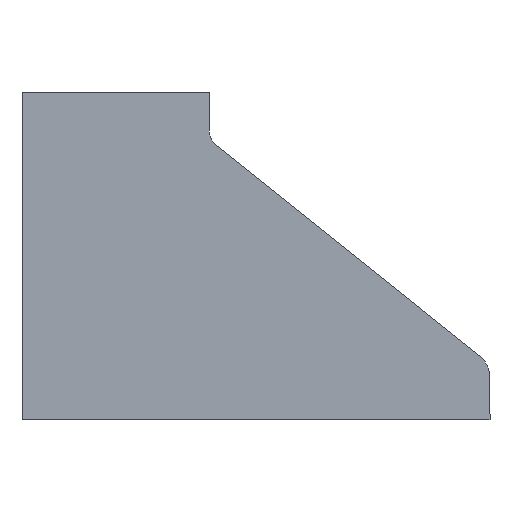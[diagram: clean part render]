
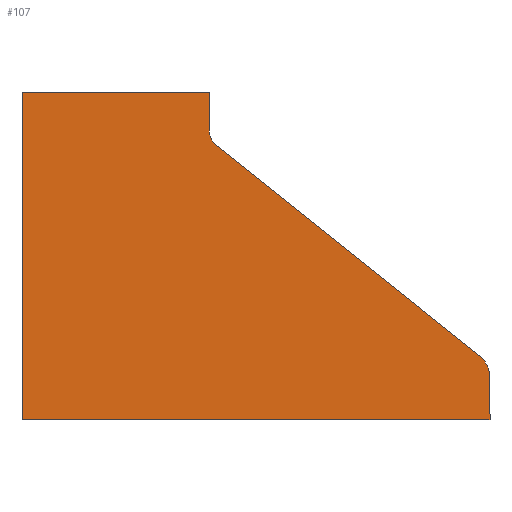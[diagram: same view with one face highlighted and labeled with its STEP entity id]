
A CAD part, front view. The second image highlights one B-rep face of the part: STEP entity #107.
In plain terms, the highlighted planar face has unit normal (0, -1, 0).
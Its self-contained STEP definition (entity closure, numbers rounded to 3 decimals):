
#41 = AXIS2_PLACEMENT_3D ( 'NONE', #1126, #1107, #1121 ) ;
#44 = AXIS2_PLACEMENT_3D ( 'NONE', #1262, #1276, #1275 ) ;
#107 = ADVANCED_FACE ( 'NONE', ( #1455 ), #709, .F. ) ;
#143 = VERTEX_POINT ( 'NONE', #938 ) ;
#163 = VERTEX_POINT ( 'NONE', #922 ) ;
#259 = ORIENTED_EDGE ( 'NONE', *, *, #996, .F. ) ;
#260 = ORIENTED_EDGE ( 'NONE', *, *, #1004, .F. ) ;
#261 = ORIENTED_EDGE ( 'NONE', *, *, #999, .F. ) ;
#262 = ORIENTED_EDGE ( 'NONE', *, *, #1087, .T. ) ;
#263 = ORIENTED_EDGE ( 'NONE', *, *, #1005, .T. ) ;
#264 = ORIENTED_EDGE ( 'NONE', *, *, #1006, .T. ) ;
#265 = ORIENTED_EDGE ( 'NONE', *, *, #1007, .T. ) ;
#266 = ORIENTED_EDGE ( 'NONE', *, *, #1047, .T. ) ;
#412 = EDGE_LOOP ( 'NONE', ( #259, #260, #261, #262, #263, #264, #265, #266 ) ) ;
#428 = VERTEX_POINT ( 'NONE', #819 ) ;
#539 = VERTEX_POINT ( 'NONE', #901 ) ;
#543 = VERTEX_POINT ( 'NONE', #897 ) ;
#544 = VERTEX_POINT ( 'NONE', #812 ) ;
#545 = VERTEX_POINT ( 'NONE', #814 ) ;
#555 = VERTEX_POINT ( 'NONE', #810 ) ;
#581 = AXIS2_PLACEMENT_3D ( 'NONE', #701, #763, #706 ) ;
#701 = CARTESIAN_POINT ( 'NONE',  ( -120., 0., -41.062 ) ) ;
#706 = DIRECTION ( 'NONE',  ( 0., 0., 1. ) ) ;
#709 = PLANE ( 'NONE',  #581 ) ;
#763 = DIRECTION ( 'NONE',  ( 0., 1., 0. ) ) ;
#810 = CARTESIAN_POINT ( 'NONE',  ( 300., 0., 0. ) ) ;
#812 = CARTESIAN_POINT ( 'NONE',  ( 100., 0., 0. ) ) ;
#814 = CARTESIAN_POINT ( 'NONE',  ( 100., 0., -350. ) ) ;
#819 = CARTESIAN_POINT ( 'NONE',  ( 600., 0., -350. ) ) ;
#897 = CARTESIAN_POINT ( 'NONE',  ( 300., 0., -41.062 ) ) ;
#901 = CARTESIAN_POINT ( 'NONE',  ( 588.741, 0., -281.667 ) ) ;
#922 = CARTESIAN_POINT ( 'NONE',  ( 600., 0., -305.093 ) ) ;
#938 = CARTESIAN_POINT ( 'NONE',  ( 307.506, 0., -56.679 ) ) ;
#996 = EDGE_CURVE ( 'NONE', #544, #555, #1562, .T. ) ;
#999 = EDGE_CURVE ( 'NONE', #428, #545, #1570, .T. ) ;
#1004 = EDGE_CURVE ( 'NONE', #545, #544, #1580, .T. ) ;
#1005 = EDGE_CURVE ( 'NONE', #163, #539, #1582, .T. ) ;
#1006 = EDGE_CURVE ( 'NONE', #539, #143, #1574, .T. ) ;
#1007 = EDGE_CURVE ( 'NONE', #143, #543, #1585, .T. ) ;
#1047 = EDGE_CURVE ( 'NONE', #543, #555, #1650, .T. ) ;
#1087 = EDGE_CURVE ( 'NONE', #428, #163, #1717, .T. ) ;
#1107 = DIRECTION ( 'NONE',  ( 0., 1., 0. ) ) ;
#1121 = DIRECTION ( 'NONE',  ( 0., 0., 1. ) ) ;
#1126 = CARTESIAN_POINT ( 'NONE',  ( 320., 0., -41.062 ) ) ;
#1155 = DIRECTION ( 'NONE',  ( 0., 0., 1. ) ) ;
#1156 = DIRECTION ( 'NONE',  ( -0.781, 0., 0.625 ) ) ;
#1157 = CARTESIAN_POINT ( 'NONE',  ( 600., 0., -305.093 ) ) ;
#1165 = DIRECTION ( 'NONE',  ( -1., 0., 0. ) ) ;
#1177 = DIRECTION ( 'NONE',  ( 0., 0., 1. ) ) ;
#1183 = DIRECTION ( 'NONE',  ( 1., 0., 0. ) ) ;
#1199 = CARTESIAN_POINT ( 'NONE',  ( -400., 0., -350. ) ) ;
#1262 = CARTESIAN_POINT ( 'NONE',  ( 570., 0., -305.093 ) ) ;
#1267 = CARTESIAN_POINT ( 'NONE',  ( 307.506, 0., -56.679 ) ) ;
#1275 = DIRECTION ( 'NONE',  ( 0., 0., 1. ) ) ;
#1276 = DIRECTION ( 'NONE',  ( 0., -1., 0. ) ) ;
#1285 = DIRECTION ( 'NONE',  ( 0., 0., 1. ) ) ;
#1314 = CARTESIAN_POINT ( 'NONE',  ( 300., 0., 0. ) ) ;
#1326 = CARTESIAN_POINT ( 'NONE',  ( 100., 0., 0. ) ) ;
#1344 = CARTESIAN_POINT ( 'NONE',  ( -100., 0., 0. ) ) ;
#1455 = FACE_OUTER_BOUND ( 'NONE', #412, .T. ) ;
#1562 = LINE ( 'NONE', #1344, #1567 ) ;
#1567 = VECTOR ( 'NONE', #1183, 1000. ) ;
#1570 = LINE ( 'NONE', #1199, #1573 ) ;
#1573 = VECTOR ( 'NONE', #1165, 1000. ) ;
#1574 = LINE ( 'NONE', #1267, #1586 ) ;
#1580 = LINE ( 'NONE', #1326, #1583 ) ;
#1582 = CIRCLE ( 'NONE', #44, 30. ) ;
#1583 = VECTOR ( 'NONE', #1177, 1000. ) ;
#1585 = CIRCLE ( 'NONE', #41, 20. ) ;
#1586 = VECTOR ( 'NONE', #1156, 1000. ) ;
#1650 = LINE ( 'NONE', #1314, #1657 ) ;
#1657 = VECTOR ( 'NONE', #1285, 1000. ) ;
#1717 = LINE ( 'NONE', #1157, #1720 ) ;
#1720 = VECTOR ( 'NONE', #1155, 1000. ) ;
